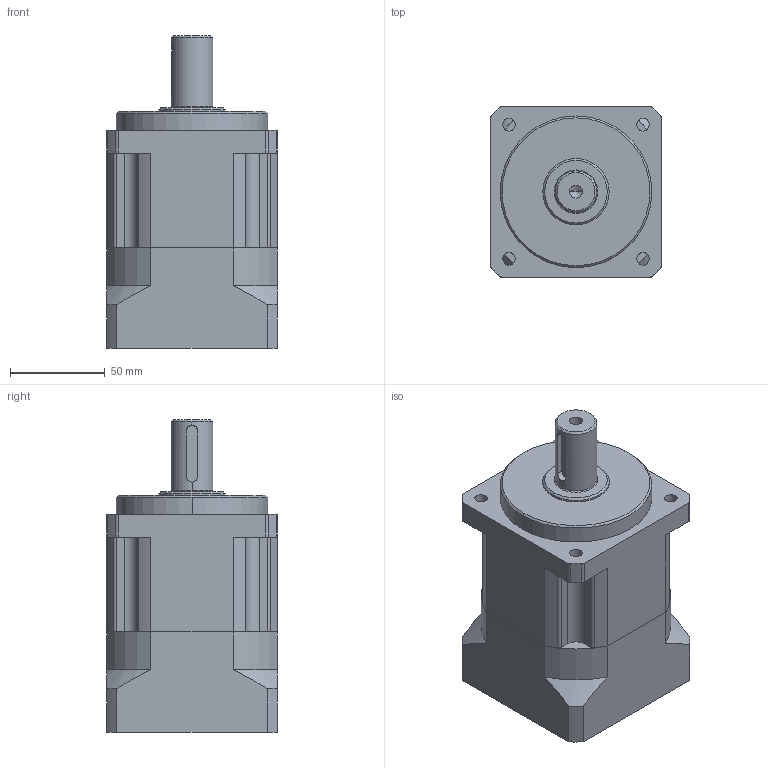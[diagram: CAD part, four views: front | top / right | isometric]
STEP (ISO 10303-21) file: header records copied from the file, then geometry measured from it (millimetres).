
FILE_DESCRIPTION((''),'2;1');
FILE_NAME('ASM0005_ASM','2022-06-06T12:02:09',('Administrator'),(''),'CREO PARAMETRIC BY PTC INC, 2019010','CREO PARAMETRIC BY PTC INC, 2019010','');
FILE_SCHEMA(('CONFIG_CONTROL_DESIGN'));
Length unit declared in the file: millimetre
Products named in the file (4): 200; __1_1_2_3_4_5_60001; AB90-S2-L1_1_2_3_ASM; ASM0005_ASM
Assembly tree (3 placements, depth 3):
  ASM0005_ASM
    AB90-S2-L1_1_2_3_ASM
      200
      __1_1_2_3_4_5_60001
Bounding box: 90 x 90 x 165 mm (x, y, z)
Volume: 852919.7 mm3; surface area: 87000.1 mm2
Topology: 2 solids, 2 shells, 144 faces, 382 edges, 243 vertices
Faces by surface type: cylinder 75, plane 41, cone 26, torus 2
Entity records: 4637 total; most frequent: CARTESIAN_POINT 860, DIRECTION 831, ORIENTED_EDGE 744, EDGE_CURVE 372, AXIS2_PLACEMENT_3D 324, VERTEX_POINT 243, VECTOR 183, LINE 183
